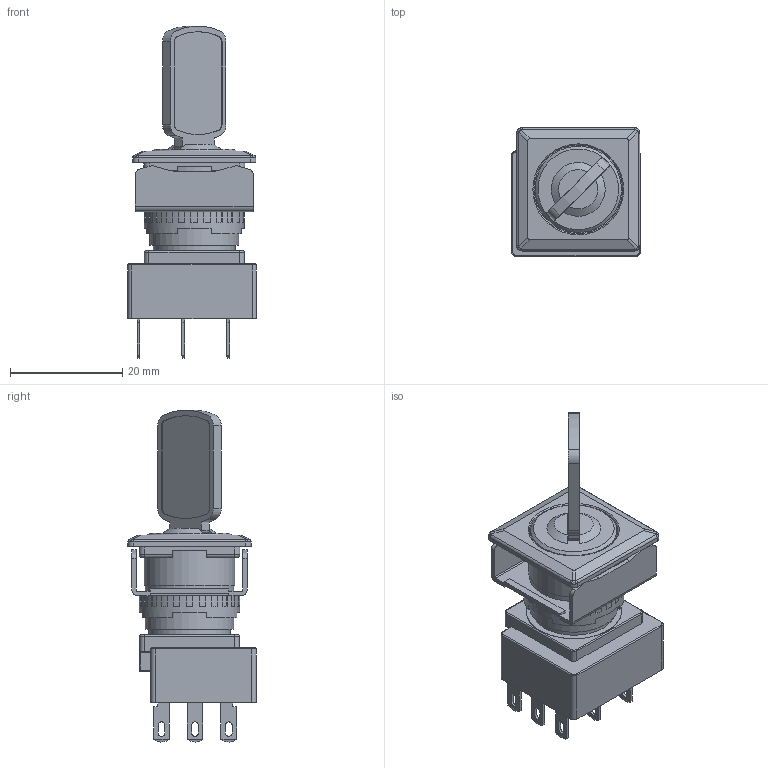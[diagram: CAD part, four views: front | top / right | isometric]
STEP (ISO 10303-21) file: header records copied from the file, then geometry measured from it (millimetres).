
FILE_DESCRIPTION (( 'STEP AP203' ), '1' );
FILE_NAME ('265_LB7(M)K-[2][3]$ST[3][7]$-[][1H][2H]_rev0.1.STEP', '2022-06-20T02:39:40', ( '' ), ( '' ), 'SwSTEP 2.0', 'SolidWorks 2019', '' );
FILE_SCHEMA (( 'CONFIG_CONTROL_DESIGN' ));
Length unit declared in the file: millimetre
Products named in the file (5): 265_LB7(M)K-[2][3]$ST[3][7]$-[][1H][2H]_rev0.1; LB-KEY-SELECTOR-ST; LB-FL-NUT-SET; LB-T3; LB-FL-S_K-BODY-Q
Assembly tree (4 placements, depth 2):
  265_LB7(M)K-[2][3]$ST[3][7]$-[][1H][2H]_rev0.1
    LB-FL-S_K-BODY-Q
    LB-KEY-SELECTOR-ST
    LB-T3
    LB-FL-NUT-SET
Bounding box: 23 x 22.9 x 59.2 mm (x, y, z)
Volume: 9419.8 mm3; surface area: 7902.4 mm2
Topology: 4 solids, 4 shells, 535 faces, 1453 edges, 938 vertices
Faces by surface type: plane 319, cylinder 178, bspline 32, cone 6
Full cylindrical faces by diameter (mm): 14.55 x1, 14.8 x2, 14.9 x1, 15.4 x1, 15.8 x2, 16 x1, 16.2 x1, 17.9 x1
Entity records: 19062 total; most frequent: CARTESIAN_POINT 5075, ORIENTED_EDGE 2862, DIRECTION 2762, EDGE_CURVE 1431, LINE 936, VERTEX_POINT 936, VECTOR 936, AXIS2_PLACEMENT_3D 913
